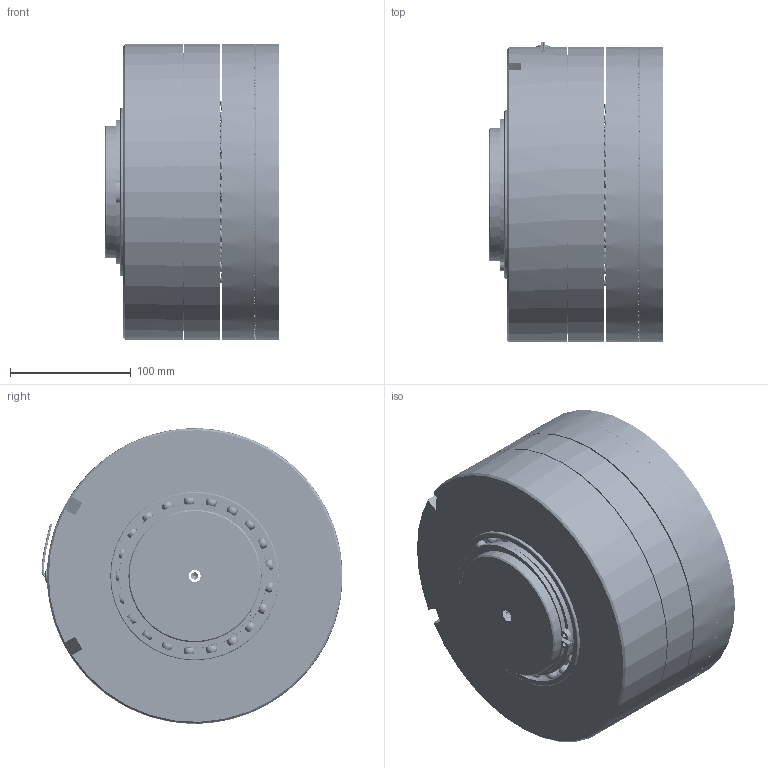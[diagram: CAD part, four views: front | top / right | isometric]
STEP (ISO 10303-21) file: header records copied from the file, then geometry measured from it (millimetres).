
FILE_DESCRIPTION(/* description */ (''),/* implementation_level */ '2;1');
FILE_NAME(/* name */ 'ESB-N215_Z.stp',/* time_stamp */ '2025-01-21T08:41:58+01:00',/* author */ ('nesvadba'),/* organization */ (''),/* preprocessor_version */ 'ST-DEVELOPER v20',/* originating_system */ 'Autodesk Inventor 2025',/* authorisation */ '');
FILE_SCHEMA (('AUTOMOTIVE_DESIGN { 1 0 10303 214 3 1 1 }'));
Products named in the file (1): 07_80_215_01 ESB-N215_Z@STEP
Bounding box: 144.84 x 249.44 x 245 mm (x, y, z)
Volume: 4983518.5 mm3; surface area: 628800.4 mm2
Topology: 2 solids, 2 shells, 4853 faces, 19816 edges, 13135 vertices
Faces by surface type: plane 3629, cylinder 555, cone 430, torus 203, sphere 21, bspline 15
Full cylindrical faces by diameter (mm): 3.5 x4, 4 x2, 6 x2, 9 x59, 9.5 x12, 10.106 x6, 11 x1, 106 x1, 109 x1, 110 x4, 119 x1, 119.6 x2, 130.4 x2, 138 x1, 140 x4, 144 x2, 186 x3, 214 x2, 229 x2, 231 x1, 233 x1, 245 x3
Entity records: 236132 total; most frequent: CARTESIAN_POINT 57469, DIRECTION 42409, ORIENTED_EDGE 39542, EDGE_CURVE 19771, AXIS2_PLACEMENT_3D 18284, VERTEX_POINT 13135, ELLIPSE 7564, CIRCLE 5881
